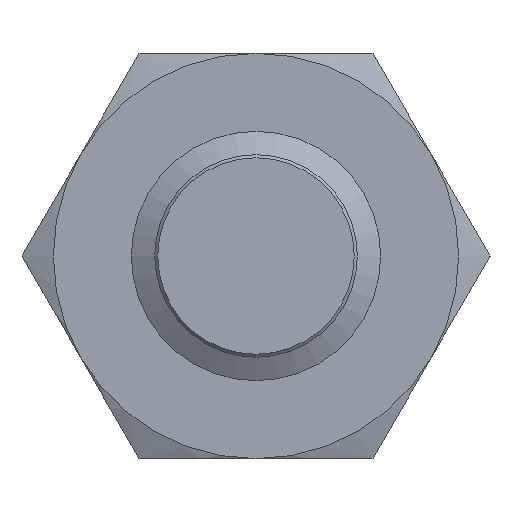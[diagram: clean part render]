
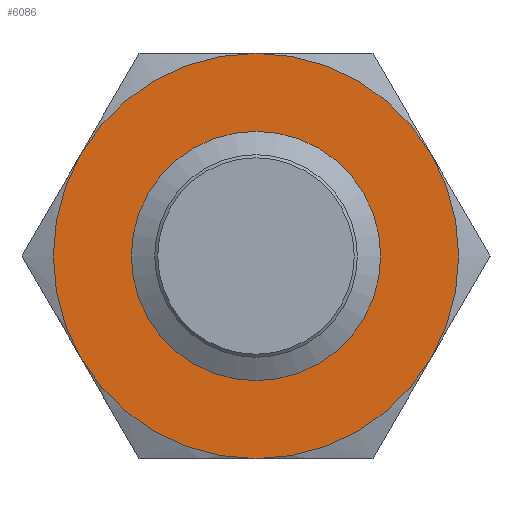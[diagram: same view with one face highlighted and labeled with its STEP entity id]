
A CAD part, left-side view. The second image highlights one B-rep face of the part: STEP entity #6086.
In plain terms, the highlighted planar face has unit normal (-1, 0, 0).
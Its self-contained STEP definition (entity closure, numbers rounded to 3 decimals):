
#2869 = VERTEX_POINT('',#2870);
#2870 = CARTESIAN_POINT('',(10.,0.,6.5));
#2890 = CONICAL_SURFACE('',#2891,6.5,1.222);
#2891 = AXIS2_PLACEMENT_3D('',#2892,#2893,#2894);
#2892 = CARTESIAN_POINT('',(10.,0.,0.));
#2893 = DIRECTION('',(1.,-0.,-0.));
#2894 = DIRECTION('',(-0.,0.,-1.));
#2944 = CONICAL_SURFACE('',#2945,6.5,1.222);
#2945 = AXIS2_PLACEMENT_3D('',#2946,#2947,#2948);
#2946 = CARTESIAN_POINT('',(10.,0.,0.));
#2947 = DIRECTION('',(1.,-0.,-0.));
#2948 = DIRECTION('',(-0.,0.,-1.));
#3204 = VERTEX_POINT('',#3205);
#3205 = CARTESIAN_POINT('',(10.,-5.629,3.25));
#3274 = CONICAL_SURFACE('',#3275,6.5,1.222);
#3275 = AXIS2_PLACEMENT_3D('',#3276,#3277,#3278);
#3276 = CARTESIAN_POINT('',(10.,0.,0.));
#3277 = DIRECTION('',(1.,-0.,-0.));
#3278 = DIRECTION('',(-0.,0.,-1.));
#3631 = VERTEX_POINT('',#3632);
#3632 = CARTESIAN_POINT('',(10.,5.629,-3.25));
#3652 = CONICAL_SURFACE('',#3653,6.5,1.222);
#3653 = AXIS2_PLACEMENT_3D('',#3654,#3655,#3656);
#3654 = CARTESIAN_POINT('',(10.,0.,0.));
#3655 = DIRECTION('',(1.,-0.,-0.));
#3656 = DIRECTION('',(-0.,0.,-1.));
#3706 = CONICAL_SURFACE('',#3707,6.5,1.222);
#3707 = AXIS2_PLACEMENT_3D('',#3708,#3709,#3710);
#3708 = CARTESIAN_POINT('',(10.,0.,0.));
#3709 = DIRECTION('',(1.,-0.,-0.));
#3710 = DIRECTION('',(-0.,0.,-1.));
#4023 = EDGE_CURVE('',#4024,#4024,#4026,.T.);
#4024 = VERTEX_POINT('',#4025);
#4025 = CARTESIAN_POINT('',(10.,0.,-4.));
#4026 = SURFACE_CURVE('',#4027,(#4032,#4044),.PCURVE_S1.);
#4027 = CIRCLE('',#4028,4.);
#4028 = AXIS2_PLACEMENT_3D('',#4029,#4030,#4031);
#4029 = CARTESIAN_POINT('',(10.,0.,0.));
#4030 = DIRECTION('',(1.,0.,-0.));
#4031 = DIRECTION('',(-0.,0.,-1.));
#4032 = PCURVE('',#4033,#4038);
#4033 = CYLINDRICAL_SURFACE('',#4034,4.);
#4034 = AXIS2_PLACEMENT_3D('',#4035,#4036,#4037);
#4035 = CARTESIAN_POINT('',(45.5,0.,0.));
#4036 = DIRECTION('',(-1.,-0.,0.));
#4037 = DIRECTION('',(-0.,0.,-1.));
#4038 = DEFINITIONAL_REPRESENTATION('',(#4039),#4043);
#4039 = LINE('',#4040,#4041);
#4040 = CARTESIAN_POINT('',(6.283,35.5));
#4041 = VECTOR('',#4042,1.);
#4042 = DIRECTION('',(-1.,0.));
#4043 = ( GEOMETRIC_REPRESENTATION_CONTEXT(2) 
PARAMETRIC_REPRESENTATION_CONTEXT() REPRESENTATION_CONTEXT('2D SPACE',''
  ) );
#4044 = PCURVE('',#4045,#4050);
#4045 = PLANE('',#4046);
#4046 = AXIS2_PLACEMENT_3D('',#4047,#4048,#4049);
#4047 = CARTESIAN_POINT('',(10.,0.,0.));
#4048 = DIRECTION('',(1.,0.,-0.));
#4049 = DIRECTION('',(-0.,0.,-1.));
#4050 = DEFINITIONAL_REPRESENTATION('',(#4051),#4055);
#4051 = CIRCLE('',#4052,4.);
#4052 = AXIS2_PLACEMENT_2D('',#4053,#4054);
#4053 = CARTESIAN_POINT('',(0.,0.));
#4054 = DIRECTION('',(1.,0.));
#4055 = ( GEOMETRIC_REPRESENTATION_CONTEXT(2) 
PARAMETRIC_REPRESENTATION_CONTEXT() REPRESENTATION_CONTEXT('2D SPACE',''
  ) );
#5697 = VERTEX_POINT('',#5698);
#5698 = CARTESIAN_POINT('',(10.,0.,-6.5));
#5718 = CONICAL_SURFACE('',#5719,6.5,1.222);
#5719 = AXIS2_PLACEMENT_3D('',#5720,#5721,#5722);
#5720 = CARTESIAN_POINT('',(10.,0.,0.));
#5721 = DIRECTION('',(1.,-0.,-0.));
#5722 = DIRECTION('',(-0.,0.,-1.));
#5857 = VERTEX_POINT('',#5858);
#5858 = CARTESIAN_POINT('',(10.,-5.629,-3.25));
#5961 = EDGE_CURVE('',#2869,#3204,#5962,.T.);
#5962 = SURFACE_CURVE('',#5963,(#5968,#5975),.PCURVE_S1.);
#5963 = CIRCLE('',#5964,6.5);
#5964 = AXIS2_PLACEMENT_3D('',#5965,#5966,#5967);
#5965 = CARTESIAN_POINT('',(10.,0.,0.));
#5966 = DIRECTION('',(1.,0.,-0.));
#5967 = DIRECTION('',(-0.,0.,-1.));
#5968 = PCURVE('',#2944,#5969);
#5969 = DEFINITIONAL_REPRESENTATION('',(#5970),#5974);
#5970 = LINE('',#5971,#5972);
#5971 = CARTESIAN_POINT('',(0.,0.));
#5972 = VECTOR('',#5973,1.);
#5973 = DIRECTION('',(1.,0.));
#5974 = ( GEOMETRIC_REPRESENTATION_CONTEXT(2) 
PARAMETRIC_REPRESENTATION_CONTEXT() REPRESENTATION_CONTEXT('2D SPACE',''
  ) );
#5975 = PCURVE('',#4045,#5976);
#5976 = DEFINITIONAL_REPRESENTATION('',(#5977),#5981);
#5977 = CIRCLE('',#5978,6.5);
#5978 = AXIS2_PLACEMENT_2D('',#5979,#5980);
#5979 = CARTESIAN_POINT('',(0.,0.));
#5980 = DIRECTION('',(1.,0.));
#5981 = ( GEOMETRIC_REPRESENTATION_CONTEXT(2) 
PARAMETRIC_REPRESENTATION_CONTEXT() REPRESENTATION_CONTEXT('2D SPACE',''
  ) );
#5986 = EDGE_CURVE('',#5987,#2869,#5989,.T.);
#5987 = VERTEX_POINT('',#5988);
#5988 = CARTESIAN_POINT('',(10.,5.629,3.25));
#5989 = SURFACE_CURVE('',#5990,(#5995,#6002),.PCURVE_S1.);
#5990 = CIRCLE('',#5991,6.5);
#5991 = AXIS2_PLACEMENT_3D('',#5992,#5993,#5994);
#5992 = CARTESIAN_POINT('',(10.,0.,0.));
#5993 = DIRECTION('',(1.,0.,-0.));
#5994 = DIRECTION('',(-0.,0.,-1.));
#5995 = PCURVE('',#2890,#5996);
#5996 = DEFINITIONAL_REPRESENTATION('',(#5997),#6001);
#5997 = LINE('',#5998,#5999);
#5998 = CARTESIAN_POINT('',(0.,0.));
#5999 = VECTOR('',#6000,1.);
#6000 = DIRECTION('',(1.,0.));
#6001 = ( GEOMETRIC_REPRESENTATION_CONTEXT(2) 
PARAMETRIC_REPRESENTATION_CONTEXT() REPRESENTATION_CONTEXT('2D SPACE',''
  ) );
#6002 = PCURVE('',#4045,#6003);
#6003 = DEFINITIONAL_REPRESENTATION('',(#6004),#6008);
#6004 = CIRCLE('',#6005,6.5);
#6005 = AXIS2_PLACEMENT_2D('',#6006,#6007);
#6006 = CARTESIAN_POINT('',(0.,0.));
#6007 = DIRECTION('',(1.,0.));
#6008 = ( GEOMETRIC_REPRESENTATION_CONTEXT(2) 
PARAMETRIC_REPRESENTATION_CONTEXT() REPRESENTATION_CONTEXT('2D SPACE',''
  ) );
#6063 = EDGE_CURVE('',#3204,#5857,#6064,.T.);
#6064 = SURFACE_CURVE('',#6065,(#6070,#6077),.PCURVE_S1.);
#6065 = CIRCLE('',#6066,6.5);
#6066 = AXIS2_PLACEMENT_3D('',#6067,#6068,#6069);
#6067 = CARTESIAN_POINT('',(10.,0.,0.));
#6068 = DIRECTION('',(1.,0.,-0.));
#6069 = DIRECTION('',(-0.,0.,-1.));
#6070 = PCURVE('',#3274,#6071);
#6071 = DEFINITIONAL_REPRESENTATION('',(#6072),#6076);
#6072 = LINE('',#6073,#6074);
#6073 = CARTESIAN_POINT('',(0.,0.));
#6074 = VECTOR('',#6075,1.);
#6075 = DIRECTION('',(1.,0.));
#6076 = ( GEOMETRIC_REPRESENTATION_CONTEXT(2) 
PARAMETRIC_REPRESENTATION_CONTEXT() REPRESENTATION_CONTEXT('2D SPACE',''
  ) );
#6077 = PCURVE('',#4045,#6078);
#6078 = DEFINITIONAL_REPRESENTATION('',(#6079),#6083);
#6079 = CIRCLE('',#6080,6.5);
#6080 = AXIS2_PLACEMENT_2D('',#6081,#6082);
#6081 = CARTESIAN_POINT('',(0.,0.));
#6082 = DIRECTION('',(1.,0.));
#6083 = ( GEOMETRIC_REPRESENTATION_CONTEXT(2) 
PARAMETRIC_REPRESENTATION_CONTEXT() REPRESENTATION_CONTEXT('2D SPACE',''
  ) );
#6086 = ADVANCED_FACE('',(#6087,#6158),#4045,.F.);
#6087 = FACE_BOUND('',#6088,.T.);
#6088 = EDGE_LOOP('',(#6089,#6111,#6133,#6155,#6156,#6157));
#6089 = ORIENTED_EDGE('',*,*,#6090,.F.);
#6090 = EDGE_CURVE('',#3631,#5987,#6091,.T.);
#6091 = SURFACE_CURVE('',#6092,(#6097,#6104),.PCURVE_S1.);
#6092 = CIRCLE('',#6093,6.5);
#6093 = AXIS2_PLACEMENT_3D('',#6094,#6095,#6096);
#6094 = CARTESIAN_POINT('',(10.,0.,0.));
#6095 = DIRECTION('',(1.,0.,-0.));
#6096 = DIRECTION('',(-0.,0.,-1.));
#6097 = PCURVE('',#4045,#6098);
#6098 = DEFINITIONAL_REPRESENTATION('',(#6099),#6103);
#6099 = CIRCLE('',#6100,6.5);
#6100 = AXIS2_PLACEMENT_2D('',#6101,#6102);
#6101 = CARTESIAN_POINT('',(0.,0.));
#6102 = DIRECTION('',(1.,0.));
#6103 = ( GEOMETRIC_REPRESENTATION_CONTEXT(2) 
PARAMETRIC_REPRESENTATION_CONTEXT() REPRESENTATION_CONTEXT('2D SPACE',''
  ) );
#6104 = PCURVE('',#3706,#6105);
#6105 = DEFINITIONAL_REPRESENTATION('',(#6106),#6110);
#6106 = LINE('',#6107,#6108);
#6107 = CARTESIAN_POINT('',(0.,0.));
#6108 = VECTOR('',#6109,1.);
#6109 = DIRECTION('',(1.,0.));
#6110 = ( GEOMETRIC_REPRESENTATION_CONTEXT(2) 
PARAMETRIC_REPRESENTATION_CONTEXT() REPRESENTATION_CONTEXT('2D SPACE',''
  ) );
#6111 = ORIENTED_EDGE('',*,*,#6112,.F.);
#6112 = EDGE_CURVE('',#5697,#3631,#6113,.T.);
#6113 = SURFACE_CURVE('',#6114,(#6119,#6126),.PCURVE_S1.);
#6114 = CIRCLE('',#6115,6.5);
#6115 = AXIS2_PLACEMENT_3D('',#6116,#6117,#6118);
#6116 = CARTESIAN_POINT('',(10.,0.,0.));
#6117 = DIRECTION('',(1.,0.,-0.));
#6118 = DIRECTION('',(-0.,0.,-1.));
#6119 = PCURVE('',#4045,#6120);
#6120 = DEFINITIONAL_REPRESENTATION('',(#6121),#6125);
#6121 = CIRCLE('',#6122,6.5);
#6122 = AXIS2_PLACEMENT_2D('',#6123,#6124);
#6123 = CARTESIAN_POINT('',(0.,0.));
#6124 = DIRECTION('',(1.,0.));
#6125 = ( GEOMETRIC_REPRESENTATION_CONTEXT(2) 
PARAMETRIC_REPRESENTATION_CONTEXT() REPRESENTATION_CONTEXT('2D SPACE',''
  ) );
#6126 = PCURVE('',#3652,#6127);
#6127 = DEFINITIONAL_REPRESENTATION('',(#6128),#6132);
#6128 = LINE('',#6129,#6130);
#6129 = CARTESIAN_POINT('',(0.,0.));
#6130 = VECTOR('',#6131,1.);
#6131 = DIRECTION('',(1.,0.));
#6132 = ( GEOMETRIC_REPRESENTATION_CONTEXT(2) 
PARAMETRIC_REPRESENTATION_CONTEXT() REPRESENTATION_CONTEXT('2D SPACE',''
  ) );
#6133 = ORIENTED_EDGE('',*,*,#6134,.F.);
#6134 = EDGE_CURVE('',#5857,#5697,#6135,.T.);
#6135 = SURFACE_CURVE('',#6136,(#6141,#6148),.PCURVE_S1.);
#6136 = CIRCLE('',#6137,6.5);
#6137 = AXIS2_PLACEMENT_3D('',#6138,#6139,#6140);
#6138 = CARTESIAN_POINT('',(10.,0.,0.));
#6139 = DIRECTION('',(1.,0.,-0.));
#6140 = DIRECTION('',(-0.,0.,-1.));
#6141 = PCURVE('',#4045,#6142);
#6142 = DEFINITIONAL_REPRESENTATION('',(#6143),#6147);
#6143 = CIRCLE('',#6144,6.5);
#6144 = AXIS2_PLACEMENT_2D('',#6145,#6146);
#6145 = CARTESIAN_POINT('',(0.,0.));
#6146 = DIRECTION('',(1.,0.));
#6147 = ( GEOMETRIC_REPRESENTATION_CONTEXT(2) 
PARAMETRIC_REPRESENTATION_CONTEXT() REPRESENTATION_CONTEXT('2D SPACE',''
  ) );
#6148 = PCURVE('',#5718,#6149);
#6149 = DEFINITIONAL_REPRESENTATION('',(#6150),#6154);
#6150 = LINE('',#6151,#6152);
#6151 = CARTESIAN_POINT('',(0.,0.));
#6152 = VECTOR('',#6153,1.);
#6153 = DIRECTION('',(1.,0.));
#6154 = ( GEOMETRIC_REPRESENTATION_CONTEXT(2) 
PARAMETRIC_REPRESENTATION_CONTEXT() REPRESENTATION_CONTEXT('2D SPACE',''
  ) );
#6155 = ORIENTED_EDGE('',*,*,#6063,.F.);
#6156 = ORIENTED_EDGE('',*,*,#5961,.F.);
#6157 = ORIENTED_EDGE('',*,*,#5986,.F.);
#6158 = FACE_BOUND('',#6159,.T.);
#6159 = EDGE_LOOP('',(#6160));
#6160 = ORIENTED_EDGE('',*,*,#4023,.T.);
